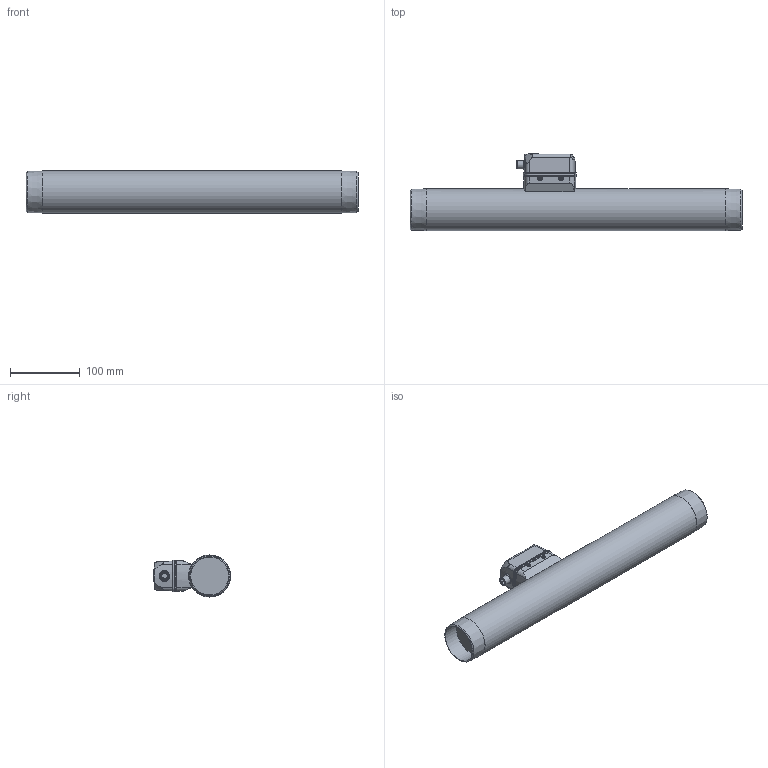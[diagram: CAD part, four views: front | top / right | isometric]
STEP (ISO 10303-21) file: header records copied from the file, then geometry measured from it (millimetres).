
FILE_DESCRIPTION( ( 'STEP AP203' ), '1' );
FILE_NAME( 'SD2500.stp', '2019-08-20T08:18:03', ( '' ), ( '' ), ' ', 'PARTsolutions', ' ' );
FILE_SCHEMA( ( 'CONFIG_CONTROL_DESIGN' ) );
Length unit declared in the file: millimetre
Products named in the file (1): _SD2500
Bounding box: 475 x 110.95 x 60.3 mm (x, y, z)
Volume: 1395152.2 mm3; surface area: 116307.5 mm2
Topology: 1 solids, 1 shells, 224 faces, 583 edges, 383 vertices
Faces by surface type: plane 95, cylinder 78, cone 37, torus 9, sphere 5
Full cylindrical faces by diameter (mm): 4.45 x3, 5.5 x2, 8.45 x1, 12 x1, 54.3 x2, 60.3 x1
Entity records: 7144 total; most frequent: CARTESIAN_POINT 1588, DIRECTION 1192, ORIENTED_EDGE 1096, EDGE_CURVE 548, AXIS2_PLACEMENT_3D 449, VERTEX_POINT 379, LINE 294, VECTOR 294
